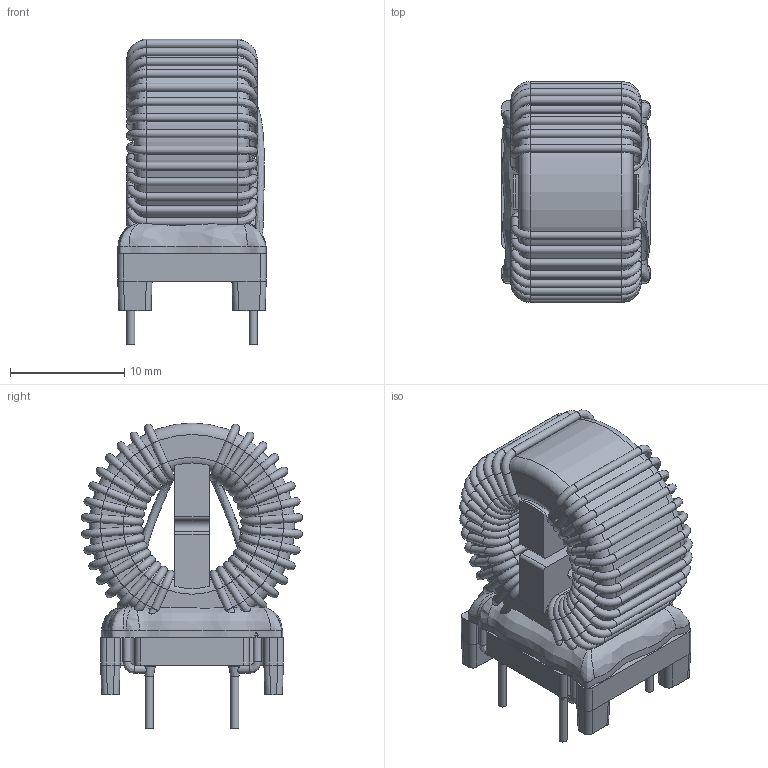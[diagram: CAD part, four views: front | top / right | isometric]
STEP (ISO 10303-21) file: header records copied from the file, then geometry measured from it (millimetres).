
FILE_DESCRIPTION(/* description */ ('Unknown'),/* implementation_level */ '2;1');
FILE_NAME(/* name */ 'L_Wurth_WE-CMB-M_L23.5W13.8H25.5',/* time_stamp */ '2024-10-11T14:03:58+08:00',/* author */ ('Unknown'),/* organization */ ('Unknown'),/* preprocessor_version */ 'ST-DEVELOPER v16.7',/* originating_system */ 'Solid Edge',/* authorisation */ 'Unknown');
FILE_SCHEMA (('AUTOMOTIVE_DESIGN {1 0 10303 214 3 1 1}'));
Length unit declared in the file: millimetre
Products named in the file (2): L_Wurth_WE-CMB-M_L23.5W13.8H25.5
Assembly tree (1 placements, depth 2):
  L_Wurth_WE-CMB-M_L23.5W13.8H25.5
    L_Wurth_WE-CMB-M_L23.5W13.8H25.5
Bounding box: 13 x 19.37 x 26.8 mm (x, y, z)
Volume: 3234.2 mm3; surface area: 4991.9 mm2
Topology: 10 solids, 10 shells, 496 faces, 1171 edges, 685 vertices
Faces by surface type: cylinder 210, plane 101, bspline 100, torus 76, cone 8, sphere 1
Full cylindrical faces by diameter (mm): 0.7 x145, 10 x1, 18 x1
Entity records: 36096 total; most frequent: CARTESIAN_POINT 23518, DIRECTION 1907, ORIENTED_EDGE 1642, AXIS2_PLACEMENT_3D 833, EDGE_CURVE 821, EDGE_LOOP 819, FACE_BOUND 819, VERTEX_POINT 638
